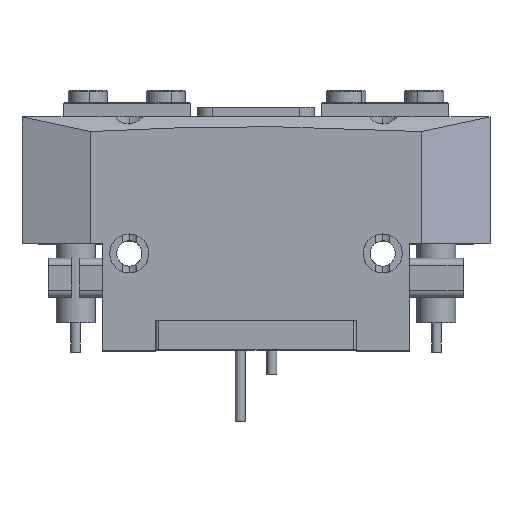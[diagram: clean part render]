
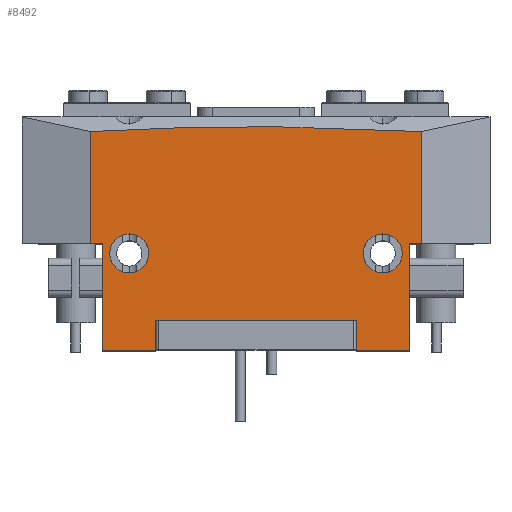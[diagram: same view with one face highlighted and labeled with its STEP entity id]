
A CAD part, top view. The second image highlights one B-rep face of the part: STEP entity #8492.
In plain terms, the highlighted planar face has unit normal (0, 0, 1).
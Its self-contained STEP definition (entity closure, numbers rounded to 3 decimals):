
#198 = EDGE_CURVE ( 'NONE', #19264, #16738, #3795, .T. ) ;
#353 = DIRECTION ( 'NONE',  ( 0., 0., 1. ) ) ;
#490 = EDGE_CURVE ( 'NONE', #32505, #28358, #15560, .T. ) ;
#619 = B_SPLINE_CURVE_WITH_KNOTS ( 'NONE', 3,
 ( #30749, #19020, #30857, #19141 ),
 .UNSPECIFIED., .F., .F.,
 ( 4, 4 ),
 ( 0.106, 0.173 ),
 .UNSPECIFIED. ) ;
#756 = CARTESIAN_POINT ( 'NONE',  ( -34., 45.003, 21. ) ) ;
#967 = VERTEX_POINT ( 'NONE', #15869 ) ;
#1023 = CIRCLE ( 'NONE', #25662, 4. ) ;
#1288 = CARTESIAN_POINT ( 'NONE',  ( -22., 20., 21. ) ) ;
#1331 = EDGE_CURVE ( 'NONE', #2551, #21217, #33620, .T. ) ;
#2118 = DIRECTION ( 'NONE',  ( -1., 0., 0. ) ) ;
#2500 = DIRECTION ( 'NONE',  ( 0., 1., 0. ) ) ;
#2551 = VERTEX_POINT ( 'NONE', #1288 ) ;
#2872 = LINE ( 'NONE', #28105, #32740 ) ;
#3451 = VECTOR ( 'NONE', #8219, 1000. ) ;
#3675 = DIRECTION ( 'NONE',  ( 0., 0., 1. ) ) ;
#3764 = VERTEX_POINT ( 'NONE', #28524 ) ;
#3795 = CIRCLE ( 'NONE', #9530, 4. ) ;
#3802 = ORIENTED_EDGE ( 'NONE', *, *, #31979, .T. ) ;
#3888 = LINE ( 'NONE', #7138, #13434 ) ;
#3956 = VERTEX_POINT ( 'NONE', #11805 ) ;
#4060 = EDGE_CURVE ( 'NONE', #21217, #2551, #8714, .T. ) ;
#4181 = CARTESIAN_POINT ( 'NONE',  ( 26., 20., 21. ) ) ;
#4214 = ORIENTED_EDGE ( 'NONE', *, *, #5499, .F. ) ;
#5140 = CARTESIAN_POINT ( 'NONE',  ( -48., 22., 21. ) ) ;
#5499 = EDGE_CURVE ( 'NONE', #20886, #35213, #33077, .T. ) ;
#6036 = EDGE_CURVE ( 'NONE', #16694, #3764, #12177, .T. ) ;
#6621 = CARTESIAN_POINT ( 'NONE',  ( -48., 0., 21. ) ) ;
#6682 = EDGE_CURVE ( 'NONE', #967, #22052, #17142, .T. ) ;
#7138 = CARTESIAN_POINT ( 'NONE',  ( 20.6, 6.2, 21. ) ) ;
#7809 = CARTESIAN_POINT ( 'NONE',  ( 31.5, 0., 21. ) ) ;
#7952 = CARTESIAN_POINT ( 'NONE',  ( -20.6, 6.2, 21. ) ) ;
#8090 = CARTESIAN_POINT ( 'NONE',  ( -26., 20., 21. ) ) ;
#8219 = DIRECTION ( 'NONE',  ( 0., -1., 0. ) ) ;
#8399 = LINE ( 'NONE', #24276, #36039 ) ;
#8403 = ORIENTED_EDGE ( 'NONE', *, *, #1331, .F. ) ;
#8492 = ADVANCED_FACE ( 'NONE', ( #21119, #12974, #24747 ), #36293, .F. ) ;
#8694 = CARTESIAN_POINT ( 'NONE',  ( -48., 0., 21. ) ) ;
#8714 = CIRCLE ( 'NONE', #17621, 4. ) ;
#9229 = DIRECTION ( 'NONE',  ( 1., 0., 0. ) ) ;
#9439 = VECTOR ( 'NONE', #15351, 1000. ) ;
#9530 = AXIS2_PLACEMENT_3D ( 'NONE', #4181, #3675, #32514 ) ;
#9671 = DIRECTION ( 'NONE',  ( 0., 1., 0. ) ) ;
#9754 = ORIENTED_EDGE ( 'NONE', *, *, #490, .F. ) ;
#9920 = EDGE_LOOP ( 'NONE', ( #31113, #25786 ) ) ;
#10023 = CARTESIAN_POINT ( 'NONE',  ( 20.6, 6.2, 21. ) ) ;
#10553 = ORIENTED_EDGE ( 'NONE', *, *, #6682, .T. ) ;
#10945 = EDGE_CURVE ( 'NONE', #35213, #22052, #16576, .T. ) ;
#11039 = CARTESIAN_POINT ( 'NONE',  ( 22., 20., 21. ) ) ;
#11643 = DIRECTION ( 'NONE',  ( 0., 0., 1. ) ) ;
#11805 = CARTESIAN_POINT ( 'NONE',  ( 34., 45.003, 21. ) ) ;
#12177 = LINE ( 'NONE', #8694, #17606 ) ;
#12974 = FACE_BOUND ( 'NONE', #9920, .T. ) ;
#13434 = VECTOR ( 'NONE', #21929, 1000. ) ;
#13484 = CARTESIAN_POINT ( 'NONE',  ( -31.5, 0., 21. ) ) ;
#14256 = DIRECTION ( 'NONE',  ( 1., 0., 0. ) ) ;
#14756 = DIRECTION ( 'NONE',  ( 1., 0., 0. ) ) ;
#15351 = DIRECTION ( 'NONE',  ( 1., 0., 0. ) ) ;
#15477 = EDGE_CURVE ( 'NONE', #29423, #3764, #24367, .T. ) ;
#15560 = LINE ( 'NONE', #5140, #20556 ) ;
#15570 = ORIENTED_EDGE ( 'NONE', *, *, #6036, .T. ) ;
#15869 = CARTESIAN_POINT ( 'NONE',  ( 20.6, 0., 21. ) ) ;
#16042 = ORIENTED_EDGE ( 'NONE', *, *, #29796, .T. ) ;
#16316 = ORIENTED_EDGE ( 'NONE', *, *, #33159, .F. ) ;
#16576 = LINE ( 'NONE', #36702, #3451 ) ;
#16691 = ORIENTED_EDGE ( 'NONE', *, *, #22430, .T. ) ;
#16694 = VERTEX_POINT ( 'NONE', #13484 ) ;
#16705 = CARTESIAN_POINT ( 'NONE',  ( 34., 0., 21. ) ) ;
#16738 = VERTEX_POINT ( 'NONE', #28148 ) ;
#16919 = DIRECTION ( 'NONE',  ( 0., 0., 1. ) ) ;
#17142 = LINE ( 'NONE', #6621, #9439 ) ;
#17250 = AXIS2_PLACEMENT_3D ( 'NONE', #18863, #36561, #22140 ) ;
#17606 = VECTOR ( 'NONE', #14256, 1000. ) ;
#17621 = AXIS2_PLACEMENT_3D ( 'NONE', #8090, #16919, #25896 ) ;
#17637 = EDGE_CURVE ( 'NONE', #29689, #29423, #8399, .T. ) ;
#18863 = CARTESIAN_POINT ( 'NONE',  ( -48., 48., 21. ) ) ;
#19020 = CARTESIAN_POINT ( 'NONE',  ( 11.449, 46.325, 21. ) ) ;
#19141 = CARTESIAN_POINT ( 'NONE',  ( -34., 45.003, 21. ) ) ;
#19264 = VERTEX_POINT ( 'NONE', #11039 ) ;
#19362 = ORIENTED_EDGE ( 'NONE', *, *, #15477, .F. ) ;
#19891 = CARTESIAN_POINT ( 'NONE',  ( -20.6, 6.2, 21. ) ) ;
#20010 = VECTOR ( 'NONE', #9671, 1000. ) ;
#20155 = CARTESIAN_POINT ( 'NONE',  ( -30., 20., 21. ) ) ;
#20556 = VECTOR ( 'NONE', #2118, 1000. ) ;
#20720 = VECTOR ( 'NONE', #37144, 1000. ) ;
#20775 = CARTESIAN_POINT ( 'NONE',  ( -26., 20., 21. ) ) ;
#20803 = EDGE_LOOP ( 'NONE', ( #3802, #16316, #9754, #16042, #15570, #19362, #22345, #16691, #10553, #30761, #4214, #28840 ) ) ;
#20886 = VERTEX_POINT ( 'NONE', #27135 ) ;
#20930 = LINE ( 'NONE', #21463, #20010 ) ;
#21119 = FACE_BOUND ( 'NONE', #35530, .T. ) ;
#21217 = VERTEX_POINT ( 'NONE', #20155 ) ;
#21463 = CARTESIAN_POINT ( 'NONE',  ( -34., 0., 21. ) ) ;
#21744 = CARTESIAN_POINT ( 'NONE',  ( -31.5, 22., 21. ) ) ;
#21784 = VECTOR ( 'NONE', #2500, 1000. ) ;
#21929 = DIRECTION ( 'NONE',  ( 0., -1., 0. ) ) ;
#22052 = VERTEX_POINT ( 'NONE', #7809 ) ;
#22140 = DIRECTION ( 'NONE',  ( -1., 0., 0. ) ) ;
#22345 = ORIENTED_EDGE ( 'NONE', *, *, #17637, .F. ) ;
#22430 = EDGE_CURVE ( 'NONE', #29689, #967, #3888, .T. ) ;
#24075 = CARTESIAN_POINT ( 'NONE',  ( 48., 22., 21. ) ) ;
#24276 = CARTESIAN_POINT ( 'NONE',  ( -20.6, 6.2, 21. ) ) ;
#24367 = LINE ( 'NONE', #7952, #20720 ) ;
#24747 = FACE_OUTER_BOUND ( 'NONE', #20803, .T. ) ;
#25160 = CARTESIAN_POINT ( 'NONE',  ( -34., 22., 21. ) ) ;
#25390 = VECTOR ( 'NONE', #29995, 1000. ) ;
#25662 = AXIS2_PLACEMENT_3D ( 'NONE', #34987, #353, #14756 ) ;
#25786 = ORIENTED_EDGE ( 'NONE', *, *, #198, .F. ) ;
#25896 = DIRECTION ( 'NONE',  ( 1., 0., 0. ) ) ;
#26327 = EDGE_CURVE ( 'NONE', #16738, #19264, #1023, .T. ) ;
#27135 = CARTESIAN_POINT ( 'NONE',  ( 34., 22., 21. ) ) ;
#28105 = CARTESIAN_POINT ( 'NONE',  ( -31.5, 22., 21. ) ) ;
#28148 = CARTESIAN_POINT ( 'NONE',  ( 30., 20., 21. ) ) ;
#28358 = VERTEX_POINT ( 'NONE', #25160 ) ;
#28524 = CARTESIAN_POINT ( 'NONE',  ( -20.6, 0., 21. ) ) ;
#28840 = ORIENTED_EDGE ( 'NONE', *, *, #32030, .T. ) ;
#29421 = LINE ( 'NONE', #16705, #21784 ) ;
#29423 = VERTEX_POINT ( 'NONE', #19891 ) ;
#29689 = VERTEX_POINT ( 'NONE', #10023 ) ;
#29796 = EDGE_CURVE ( 'NONE', #32505, #16694, #2872, .T. ) ;
#29995 = DIRECTION ( 'NONE',  ( -1., 0., 0. ) ) ;
#30444 = DIRECTION ( 'NONE',  ( -1., 0., 0. ) ) ;
#30749 = CARTESIAN_POINT ( 'NONE',  ( 34., 45.003, 21. ) ) ;
#30761 = ORIENTED_EDGE ( 'NONE', *, *, #10945, .F. ) ;
#30857 = CARTESIAN_POINT ( 'NONE',  ( -11.217, 46.338, 21. ) ) ;
#31113 = ORIENTED_EDGE ( 'NONE', *, *, #26327, .F. ) ;
#31346 = AXIS2_PLACEMENT_3D ( 'NONE', #20775, #11643, #9229 ) ;
#31979 = EDGE_CURVE ( 'NONE', #3956, #36390, #619, .T. ) ;
#32030 = EDGE_CURVE ( 'NONE', #20886, #3956, #29421, .T. ) ;
#32505 = VERTEX_POINT ( 'NONE', #21744 ) ;
#32514 = DIRECTION ( 'NONE',  ( 1., 0., 0. ) ) ;
#32740 = VECTOR ( 'NONE', #33278, 1000. ) ;
#33077 = LINE ( 'NONE', #24075, #25390 ) ;
#33159 = EDGE_CURVE ( 'NONE', #28358, #36390, #20930, .T. ) ;
#33278 = DIRECTION ( 'NONE',  ( 0., -1., 0. ) ) ;
#33620 = CIRCLE ( 'NONE', #31346, 4. ) ;
#34830 = ORIENTED_EDGE ( 'NONE', *, *, #4060, .F. ) ;
#34987 = CARTESIAN_POINT ( 'NONE',  ( 26., 20., 21. ) ) ;
#35213 = VERTEX_POINT ( 'NONE', #36844 ) ;
#35530 = EDGE_LOOP ( 'NONE', ( #8403, #34830 ) ) ;
#36039 = VECTOR ( 'NONE', #30444, 1000. ) ;
#36293 = PLANE ( 'NONE',  #17250 ) ;
#36390 = VERTEX_POINT ( 'NONE', #756 ) ;
#36561 = DIRECTION ( 'NONE',  ( 0., 0., -1. ) ) ;
#36702 = CARTESIAN_POINT ( 'NONE',  ( 31.5, 22., 21. ) ) ;
#36844 = CARTESIAN_POINT ( 'NONE',  ( 31.5, 22., 21. ) ) ;
#37144 = DIRECTION ( 'NONE',  ( 0., -1., 0. ) ) ;
